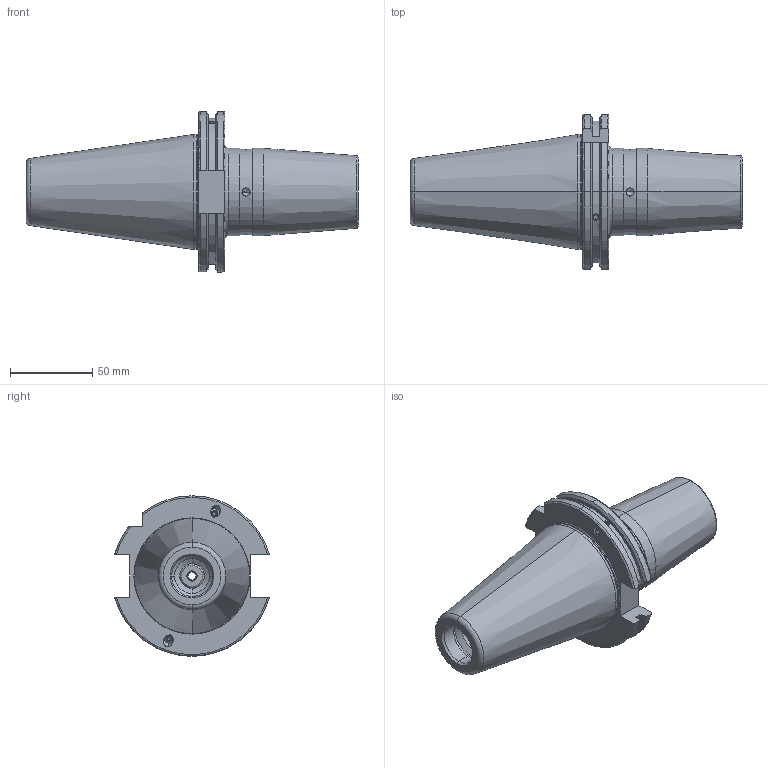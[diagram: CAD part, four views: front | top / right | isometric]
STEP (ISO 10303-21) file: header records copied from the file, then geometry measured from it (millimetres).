
FILE_DESCRIPTION (( 'STEP AP203' ), '1' );
FILE_NAME ('F1S509H-SFC25100.STEP', '2024-08-31T11:45:27', ( '' ), ( '' ), 'SwSTEP 2.0', 'SolidWorks 2024', '' );
FILE_SCHEMA (( 'CONFIG_CONTROL_DESIGN' ));
Length unit declared in the file: millimetre
Products named in the file (5): GS-M4X4_DIN 913 - M4 x 4-N; SCWM16X1P; SK50SFC25100FWW; GS-M4X4-COATING_DIN 913 - M4 x 4-N; F1S509H-SFC25100
Assembly tree (6 placements, depth 2):
  F1S509H-SFC25100
    SK50SFC25100FWW
    GS-M4X4_DIN 913 - M4 x 4-N  x2
    GS-M4X4-COATING_DIN 913 - M4 x 4-N  x2
    SCWM16X1P
Bounding box: 201.75 x 94.05 x 97.5 mm (x, y, z)
Volume: 448716 mm3; surface area: 64948.2 mm2
Topology: 6 solids, 6 shells, 291 faces, 701 edges, 433 vertices
Faces by surface type: cone 108, cylinder 91, plane 74, torus 18
Entity records: 7793 total; most frequent: CARTESIAN_POINT 1946, DIRECTION 1176, ORIENTED_EDGE 1058, EDGE_CURVE 529, AXIS2_PLACEMENT_3D 467, VERTEX_POINT 331, EDGE_LOOP 252, LINE 242
